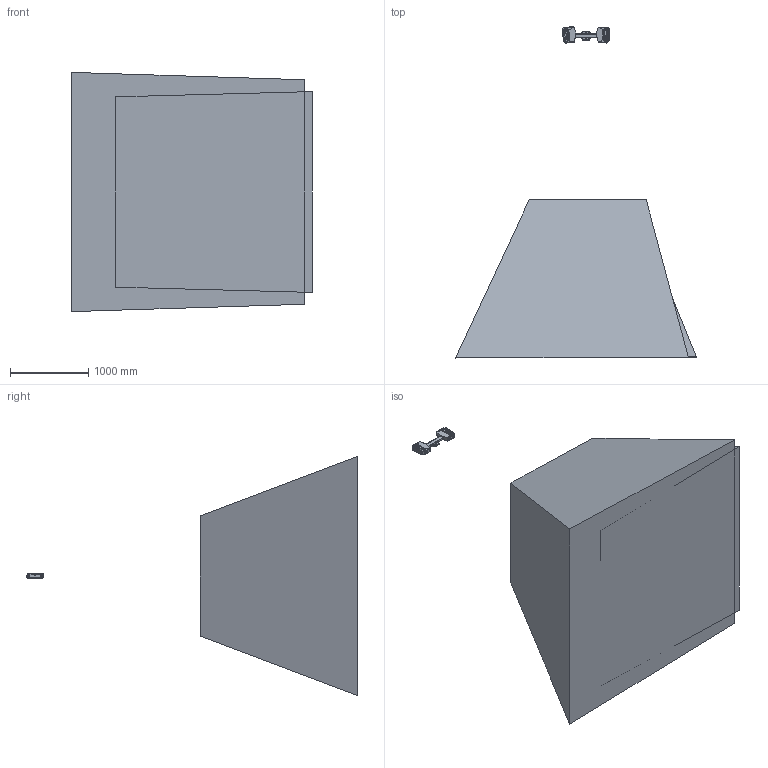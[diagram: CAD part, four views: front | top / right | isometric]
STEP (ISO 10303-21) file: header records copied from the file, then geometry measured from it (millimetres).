
FILE_DESCRIPTION (( 'STEP AP203' ), '1' );
FILE_NAME ('S2041600-D.step', '2025-04-21T03:29:05', ( '' ), ( 'HP Inc.' ), 'SwSTEP 2.0', 'SolidWorks 2022', '' );
FILE_SCHEMA (( 'CONFIG_CONTROL_DESIGN' ));
Products named in the file (1): S2041600-D
Bounding box: 3065.32 x 4227.76 x 3048.41 mm (x, y, z)
Volume: 17630403946.7 mm3; surface area: 54165925.5 mm2
Topology: 47 solids, 50 shells, 2170 faces, 5397 edges, 3460 vertices
Faces by surface type: plane 1154, cylinder 798, cone 145, torus 36, bspline 26, sphere 11
Entity records: 65290 total; most frequent: CARTESIAN_POINT 12584, DIRECTION 11188, ORIENTED_EDGE 10718, EDGE_CURVE 5359, AXIS2_PLACEMENT_3D 3891, VERTEX_POINT 3460, LINE 3406, VECTOR 3406
